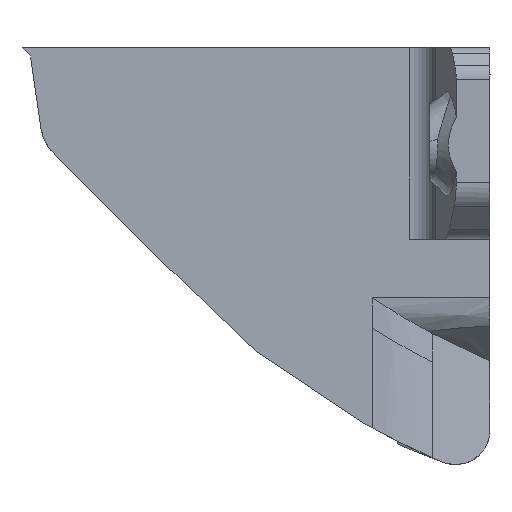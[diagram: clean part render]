
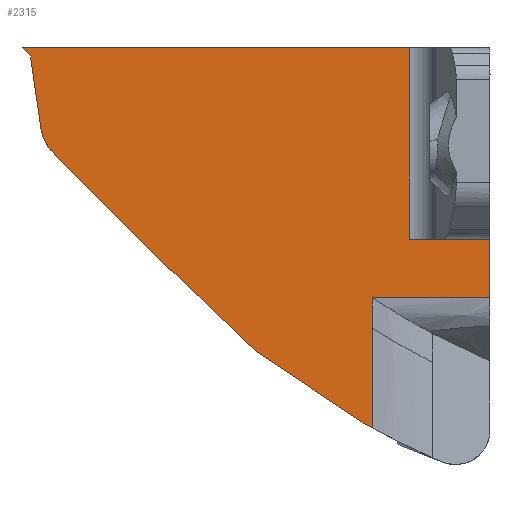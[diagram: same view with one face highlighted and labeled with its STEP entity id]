
A CAD part, left-side view. The second image highlights one B-rep face of the part: STEP entity #2315.
In plain terms, the highlighted planar face has unit normal (-1, 0, 0).
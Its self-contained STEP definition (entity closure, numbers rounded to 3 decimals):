
#171=FACE_OUTER_BOUND('',#303,.T.);
#303=EDGE_LOOP('',(#1719,#1720,#1721,#1722,#1723,#1724,#1725,#1726,#1727,
#1728,#1729,#1730));
#445=LINE('',#3700,#609);
#493=LINE('',#4010,#657);
#494=LINE('',#4012,#658);
#495=LINE('',#4014,#659);
#496=LINE('',#4040,#660);
#497=LINE('',#4042,#661);
#498=LINE('',#4044,#662);
#499=LINE('',#4046,#663);
#500=LINE('',#4047,#664);
#609=VECTOR('',#2675,10.);
#657=VECTOR('',#2783,10.);
#658=VECTOR('',#2784,10.);
#659=VECTOR('',#2785,10.);
#660=VECTOR('',#2786,10.);
#661=VECTOR('',#2787,10.);
#662=VECTOR('',#2788,10.);
#663=VECTOR('',#2789,10.);
#664=VECTOR('',#2790,10.);
#786=B_SPLINE_CURVE_WITH_KNOTS('',3,(#4016,#4017,#4018,#4019),
 .UNSPECIFIED.,.F.,.F.,(4,4),(0.,0.184),.UNSPECIFIED.);
#787=B_SPLINE_CURVE_WITH_KNOTS('',3,(#4021,#4022,#4023,#4024,#4025,#4026,
#4027,#4028,#4029,#4030,#4031,#4032,#4033),.UNSPECIFIED.,.F.,.F.,(4,3,3,
3,4),(-2.086,-1.915,-1.213,-0.883,
-0.496),.UNSPECIFIED.);
#788=B_SPLINE_CURVE_WITH_KNOTS('',3,(#4035,#4036,#4037,#4038),
 .UNSPECIFIED.,.F.,.F.,(4,4),(-0.065,0.),.UNSPECIFIED.);
#980=VERTEX_POINT('',#3693);
#983=VERTEX_POINT('',#3698);
#1047=VERTEX_POINT('',#4009);
#1048=VERTEX_POINT('',#4011);
#1049=VERTEX_POINT('',#4013);
#1050=VERTEX_POINT('',#4015);
#1051=VERTEX_POINT('',#4020);
#1052=VERTEX_POINT('',#4034);
#1053=VERTEX_POINT('',#4039);
#1054=VERTEX_POINT('',#4041);
#1055=VERTEX_POINT('',#4043);
#1056=VERTEX_POINT('',#4045);
#1237=EDGE_CURVE('',#983,#980,#445,.T.);
#1316=EDGE_CURVE('',#983,#1047,#493,.T.);
#1317=EDGE_CURVE('',#1048,#1047,#494,.T.);
#1318=EDGE_CURVE('',#1049,#1048,#495,.T.);
#1319=EDGE_CURVE('',#1049,#1050,#786,.T.);
#1320=EDGE_CURVE('',#1051,#1050,#787,.T.);
#1321=EDGE_CURVE('',#1052,#1051,#788,.T.);
#1322=EDGE_CURVE('',#1053,#1052,#496,.T.);
#1323=EDGE_CURVE('',#1054,#1053,#497,.T.);
#1324=EDGE_CURVE('',#1055,#1054,#498,.T.);
#1325=EDGE_CURVE('',#1056,#1055,#499,.T.);
#1326=EDGE_CURVE('',#1056,#980,#500,.T.);
#1719=ORIENTED_EDGE('',*,*,#1237,.F.);
#1720=ORIENTED_EDGE('',*,*,#1316,.T.);
#1721=ORIENTED_EDGE('',*,*,#1317,.F.);
#1722=ORIENTED_EDGE('',*,*,#1318,.F.);
#1723=ORIENTED_EDGE('',*,*,#1319,.T.);
#1724=ORIENTED_EDGE('',*,*,#1320,.F.);
#1725=ORIENTED_EDGE('',*,*,#1321,.F.);
#1726=ORIENTED_EDGE('',*,*,#1322,.F.);
#1727=ORIENTED_EDGE('',*,*,#1323,.F.);
#1728=ORIENTED_EDGE('',*,*,#1324,.F.);
#1729=ORIENTED_EDGE('',*,*,#1325,.F.);
#1730=ORIENTED_EDGE('',*,*,#1326,.T.);
#2247=PLANE('',#2490);
#2315=ADVANCED_FACE('',(#171),#2247,.F.);
#2490=AXIS2_PLACEMENT_3D('',#4008,#2781,#2782);
#2675=DIRECTION('',(0.,0.,-1.));
#2781=DIRECTION('center_axis',(1.,0.,0.));
#2782=DIRECTION('ref_axis',(0.,1.,0.));
#2783=DIRECTION('',(0.,1.,0.));
#2784=DIRECTION('',(0.,0.707,0.707));
#2785=DIRECTION('',(0.,0.142,0.99));
#2786=DIRECTION('',(0.,0.,-1.));
#2787=DIRECTION('',(0.,0.,-1.));
#2788=DIRECTION('',(0.,1.,0.));
#2789=DIRECTION('',(0.,0.,-1.));
#2790=DIRECTION('',(0.,1.,0.));
#3693=CARTESIAN_POINT('',(-13.211,0.66,34.369));
#3698=CARTESIAN_POINT('',(-13.211,0.66,45.502));
#3700=CARTESIAN_POINT('',(-13.211,0.66,38.361));
#4008=CARTESIAN_POINT('Origin',(-13.211,6.301,36.853));
#4009=CARTESIAN_POINT('',(-13.211,23.13,45.502));
#4010=CARTESIAN_POINT('',(-13.211,-4.04,45.502));
#4011=CARTESIAN_POINT('',(-13.211,22.636,45.008));
#4012=CARTESIAN_POINT('',(-13.211,15.916,38.288));
#4013=CARTESIAN_POINT('',(-13.211,22.033,40.814));
#4014=CARTESIAN_POINT('',(-13.211,21.888,39.813));
#4015=CARTESIAN_POINT('',(-13.211,21.159,39.251));
#4016=CARTESIAN_POINT('Ctrl Pts',(-13.211,22.033,40.814));
#4017=CARTESIAN_POINT('Ctrl Pts',(-13.211,21.946,40.21));
#4018=CARTESIAN_POINT('Ctrl Pts',(-13.211,21.628,39.642));
#4019=CARTESIAN_POINT('Ctrl Pts',(-13.211,21.159,39.251));
#4020=CARTESIAN_POINT('',(-13.211,3.353,23.729));
#4021=CARTESIAN_POINT('Ctrl Pts',(-13.211,3.353,23.729));
#4022=CARTESIAN_POINT('Ctrl Pts',(-13.211,4.304,24.261));
#4023=CARTESIAN_POINT('Ctrl Pts',(-13.211,5.239,24.826));
#4024=CARTESIAN_POINT('Ctrl Pts',(-13.211,6.152,25.421));
#4025=CARTESIAN_POINT('Ctrl Pts',(-13.211,9.874,27.848));
#4026=CARTESIAN_POINT('Ctrl Pts',(-13.211,12.515,30.355));
#4027=CARTESIAN_POINT('Ctrl Pts',(-13.211,14.795,32.75));
#4028=CARTESIAN_POINT('Ctrl Pts',(-13.211,15.868,33.878));
#4029=CARTESIAN_POINT('Ctrl Pts',(-13.211,16.868,34.98));
#4030=CARTESIAN_POINT('Ctrl Pts',(-13.211,17.904,36.08));
#4031=CARTESIAN_POINT('Ctrl Pts',(-13.211,19.12,37.372));
#4032=CARTESIAN_POINT('Ctrl Pts',(-13.211,20.255,38.497));
#4033=CARTESIAN_POINT('Ctrl Pts',(-13.211,21.159,39.251));
#4034=CARTESIAN_POINT('',(-13.211,2.786,23.416));
#4035=CARTESIAN_POINT('Ctrl Pts',(-13.211,2.786,23.416));
#4036=CARTESIAN_POINT('Ctrl Pts',(-13.211,2.976,23.519));
#4037=CARTESIAN_POINT('Ctrl Pts',(-13.211,3.165,23.623));
#4038=CARTESIAN_POINT('Ctrl Pts',(-13.211,3.353,23.729));
#4039=CARTESIAN_POINT('',(-13.211,2.786,29.203));
#4040=CARTESIAN_POINT('',(-13.211,2.786,29.182));
#4041=CARTESIAN_POINT('',(-13.211,2.786,30.962));
#4042=CARTESIAN_POINT('',(-13.211,2.786,34.546));
#4043=CARTESIAN_POINT('',(-13.211,-4.04,30.962));
#4044=CARTESIAN_POINT('',(-13.211,1.131,30.962));
#4045=CARTESIAN_POINT('',(-13.211,-4.04,34.369));
#4046=CARTESIAN_POINT('',(-13.211,-4.04,43.909));
#4047=CARTESIAN_POINT('',(-13.211,1.131,34.369));
